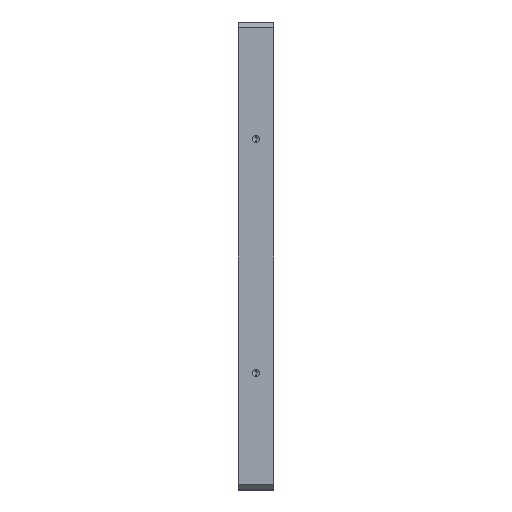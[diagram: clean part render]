
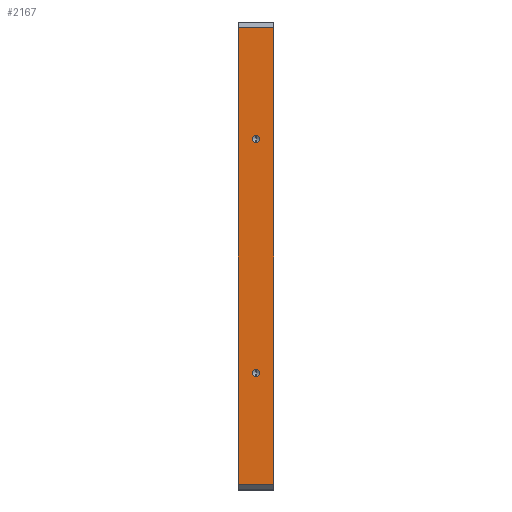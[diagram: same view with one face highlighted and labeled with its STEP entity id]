
A CAD part, left-side view. The second image highlights one B-rep face of the part: STEP entity #2167.
In plain terms, the highlighted planar face has unit normal (-1, 0, 0).
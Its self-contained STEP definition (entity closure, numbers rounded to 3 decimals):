
#67 = VERTEX_POINT ( 'NONE', #6477 ) ;
#115 = CIRCLE ( 'NONE', #5094, 1.25 ) ;
#205 = DIRECTION ( 'NONE',  ( -1., 0., 0. ) ) ;
#259 = DIRECTION ( 'NONE',  ( 0., 0., 1. ) ) ;
#272 = EDGE_LOOP ( 'NONE', ( #4808, #4918, #469, #2053 ) ) ;
#469 = ORIENTED_EDGE ( 'NONE', *, *, #2614, .F. ) ;
#562 = FACE_OUTER_BOUND ( 'NONE', #272, .T. ) ;
#583 = AXIS2_PLACEMENT_3D ( 'NONE', #4854, #2775, #5403 ) ;
#593 = LINE ( 'NONE', #1670, #4440 ) ;
#662 = EDGE_LOOP ( 'NONE', ( #6269, #860 ) ) ;
#665 = AXIS2_PLACEMENT_3D ( 'NONE', #3754, #1259, #4749 ) ;
#694 = LINE ( 'NONE', #3275, #6360 ) ;
#711 = CIRCLE ( 'NONE', #3554, 1.25 ) ;
#748 = CARTESIAN_POINT ( 'NONE',  ( -150., 6., 41.25 ) ) ;
#860 = ORIENTED_EDGE ( 'NONE', *, *, #5588, .F. ) ;
#866 = VERTEX_POINT ( 'NONE', #3854 ) ;
#976 = DIRECTION ( 'NONE',  ( 0., 0., 1. ) ) ;
#1001 = CARTESIAN_POINT ( 'NONE',  ( -150., 0., 78. ) ) ;
#1200 = CARTESIAN_POINT ( 'NONE',  ( -150., 6., 38.75 ) ) ;
#1259 = DIRECTION ( 'NONE',  ( -1., 0., 0. ) ) ;
#1338 = EDGE_CURVE ( 'NONE', #1859, #1608, #711, .T. ) ;
#1341 = PLANE ( 'NONE',  #583 ) ;
#1368 = VERTEX_POINT ( 'NONE', #6338 ) ;
#1608 = VERTEX_POINT ( 'NONE', #3612 ) ;
#1644 = DIRECTION ( 'NONE',  ( 0., 0., 1. ) ) ;
#1670 = CARTESIAN_POINT ( 'NONE',  ( -150., 0., 78. ) ) ;
#1776 = EDGE_CURVE ( 'NONE', #67, #6499, #694, .T. ) ;
#1859 = VERTEX_POINT ( 'NONE', #2017 ) ;
#1904 = CIRCLE ( 'NONE', #665, 1.25 ) ;
#1957 = VECTOR ( 'NONE', #4126, 1000. ) ;
#2017 = CARTESIAN_POINT ( 'NONE',  ( -150., 6., -38.75 ) ) ;
#2053 = ORIENTED_EDGE ( 'NONE', *, *, #2082, .T. ) ;
#2082 = EDGE_CURVE ( 'NONE', #1368, #866, #5600, .T. ) ;
#2167 = ADVANCED_FACE ( 'NONE', ( #4575, #5061, #562 ), #1341, .F. ) ;
#2191 = CARTESIAN_POINT ( 'NONE',  ( -150., 6., 40. ) ) ;
#2614 = EDGE_CURVE ( 'NONE', #1368, #67, #5669, .T. ) ;
#2619 = EDGE_LOOP ( 'NONE', ( #6378, #4964 ) ) ;
#2752 = CIRCLE ( 'NONE', #4735, 1.25 ) ;
#2759 = DIRECTION ( 'NONE',  ( 0., -1., 0. ) ) ;
#2775 = DIRECTION ( 'NONE',  ( 1., 0., 0. ) ) ;
#3186 = VERTEX_POINT ( 'NONE', #1200 ) ;
#3224 = CARTESIAN_POINT ( 'NONE',  ( -150., 12., -78. ) ) ;
#3275 = CARTESIAN_POINT ( 'NONE',  ( -150., 12., 78. ) ) ;
#3554 = AXIS2_PLACEMENT_3D ( 'NONE', #4500, #3992, #976 ) ;
#3612 = CARTESIAN_POINT ( 'NONE',  ( -150., 6., -41.25 ) ) ;
#3754 = CARTESIAN_POINT ( 'NONE',  ( -150., 6., -40. ) ) ;
#3854 = CARTESIAN_POINT ( 'NONE',  ( -150., 0., -78. ) ) ;
#3992 = DIRECTION ( 'NONE',  ( -1., 0., 0. ) ) ;
#4126 = DIRECTION ( 'NONE',  ( 0., 0., 1. ) ) ;
#4224 = CARTESIAN_POINT ( 'NONE',  ( -150., 6., 40. ) ) ;
#4440 = VECTOR ( 'NONE', #5044, 1000. ) ;
#4500 = CARTESIAN_POINT ( 'NONE',  ( -150., 6., -40. ) ) ;
#4575 = FACE_BOUND ( 'NONE', #662, .T. ) ;
#4735 = AXIS2_PLACEMENT_3D ( 'NONE', #2191, #205, #1644 ) ;
#4749 = DIRECTION ( 'NONE',  ( 0., 0., 1. ) ) ;
#4808 = ORIENTED_EDGE ( 'NONE', *, *, #4872, .T. ) ;
#4854 = CARTESIAN_POINT ( 'NONE',  ( -150., 12., 78. ) ) ;
#4872 = EDGE_CURVE ( 'NONE', #866, #6499, #593, .T. ) ;
#4918 = ORIENTED_EDGE ( 'NONE', *, *, #1776, .F. ) ;
#4964 = ORIENTED_EDGE ( 'NONE', *, *, #5020, .F. ) ;
#5020 = EDGE_CURVE ( 'NONE', #3186, #5617, #115, .T. ) ;
#5044 = DIRECTION ( 'NONE',  ( 0., 0., 1. ) ) ;
#5061 = FACE_BOUND ( 'NONE', #2619, .T. ) ;
#5094 = AXIS2_PLACEMENT_3D ( 'NONE', #4224, #5260, #259 ) ;
#5260 = DIRECTION ( 'NONE',  ( -1., 0., 0. ) ) ;
#5403 = DIRECTION ( 'NONE',  ( 0., 0., -1. ) ) ;
#5588 = EDGE_CURVE ( 'NONE', #1608, #1859, #1904, .T. ) ;
#5600 = LINE ( 'NONE', #3224, #5769 ) ;
#5617 = VERTEX_POINT ( 'NONE', #748 ) ;
#5669 = LINE ( 'NONE', #5742, #1957 ) ;
#5742 = CARTESIAN_POINT ( 'NONE',  ( -150., 12., 78. ) ) ;
#5769 = VECTOR ( 'NONE', #2759, 1000. ) ;
#6136 = EDGE_CURVE ( 'NONE', #5617, #3186, #2752, .T. ) ;
#6269 = ORIENTED_EDGE ( 'NONE', *, *, #1338, .F. ) ;
#6338 = CARTESIAN_POINT ( 'NONE',  ( -150., 12., -78. ) ) ;
#6360 = VECTOR ( 'NONE', #6494, 1000. ) ;
#6378 = ORIENTED_EDGE ( 'NONE', *, *, #6136, .F. ) ;
#6477 = CARTESIAN_POINT ( 'NONE',  ( -150., 12., 78. ) ) ;
#6494 = DIRECTION ( 'NONE',  ( 0., -1., 0. ) ) ;
#6499 = VERTEX_POINT ( 'NONE', #1001 ) ;
